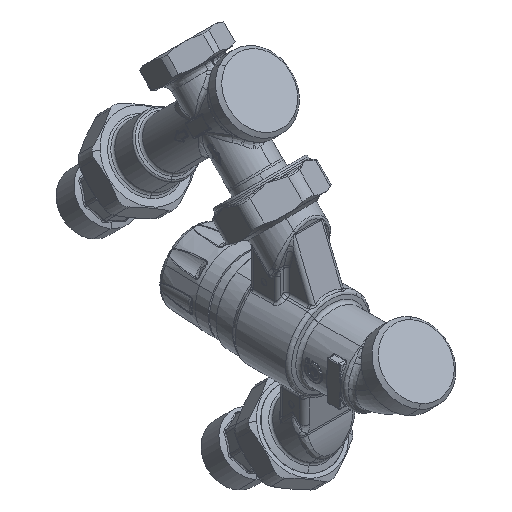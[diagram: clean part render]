
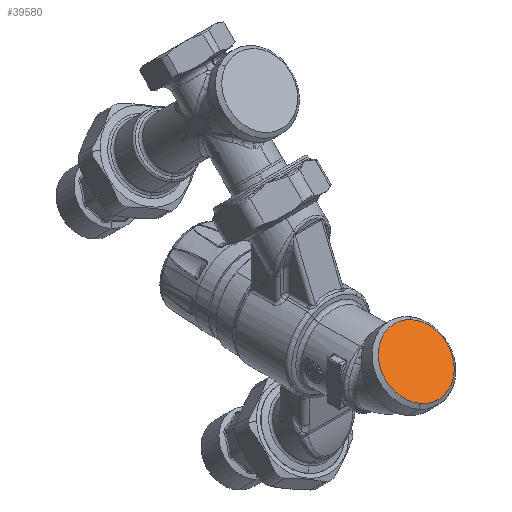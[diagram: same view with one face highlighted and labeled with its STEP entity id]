
A CAD part, isometric view. The second image highlights one B-rep face of the part: STEP entity #39580.
In plain terms, the highlighted planar face has unit normal (0, -0.707, 0.707).
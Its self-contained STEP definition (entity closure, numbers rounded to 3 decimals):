
#39557=CARTESIAN_POINT('Axis2P3D Location',(0.,-68.042,17.042)) ;
#39562=CARTESIAN_POINT('Axis2P3D Location',(0.,-68.042,17.042)) ;
#39566=CARTESIAN_POINT('Vertex',(-9.061,-79.77,5.313)) ;
#39568=CARTESIAN_POINT('Vertex',(9.061,-56.313,28.77)) ;
#39571=CARTESIAN_POINT('Axis2P3D Location',(0.,-68.042,17.042)) ;
#39558=DIRECTION('Axis2P3D Direction',(0.,-0.707,0.707)) ;
#39559=DIRECTION('Axis2P3D XDirection',(1.,0.,0.)) ;
#39563=DIRECTION('Axis2P3D Direction',(0.,-0.707,0.707)) ;
#39572=DIRECTION('Axis2P3D Direction',(0.,-0.707,0.707)) ;
#39560=AXIS2_PLACEMENT_3D('Plane Axis2P3D',#39557,#39558,#39559) ;
#39564=AXIS2_PLACEMENT_3D('Circle Axis2P3D',#39562,#39563,$) ;
#39573=AXIS2_PLACEMENT_3D('Circle Axis2P3D',#39571,#39572,$) ;
#39565=CIRCLE('generated circle',#39564,18.9) ;
#39574=CIRCLE('generated circle',#39573,18.9) ;
#39561=PLANE('',#39560) ;
#39570=EDGE_CURVE('',#39567,#39569,#39565,.F.) ;
#39575=EDGE_CURVE('',#39569,#39567,#39574,.F.) ;
#39577=ORIENTED_EDGE('',*,*,#39570,.F.) ;
#39578=ORIENTED_EDGE('',*,*,#39575,.F.) ;
#39576=EDGE_LOOP('',(#39577,#39578)) ;
#39567=VERTEX_POINT('',#39566) ;
#39569=VERTEX_POINT('',#39568) ;
#39580=ADVANCED_FACE('PartBody',(#39579),#39561,.T.) ;
#39579=FACE_OUTER_BOUND('',#39576,.T.) ;
